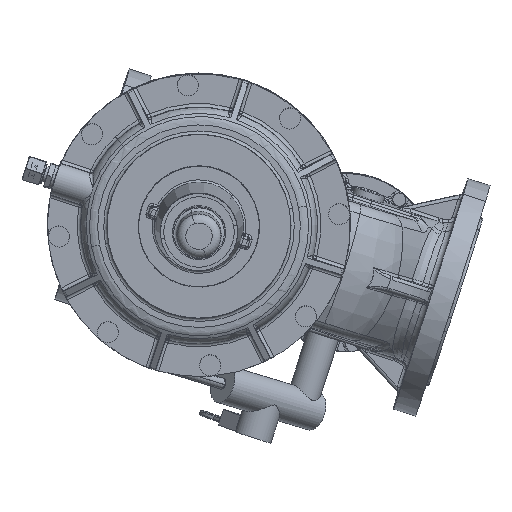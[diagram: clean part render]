
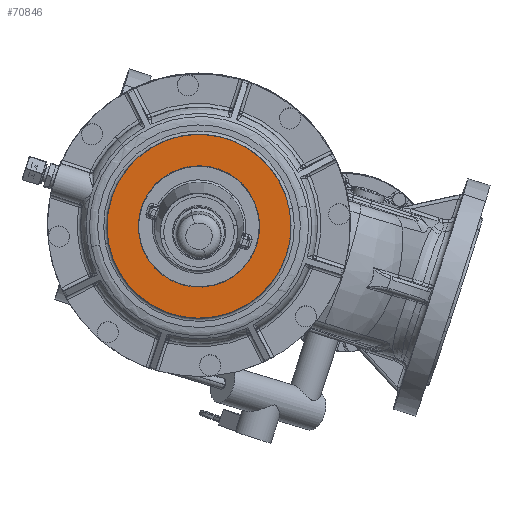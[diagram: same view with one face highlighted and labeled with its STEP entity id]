
A CAD part, top view. The second image highlights one B-rep face of the part: STEP entity #70846.
In plain terms, the highlighted face is planar.
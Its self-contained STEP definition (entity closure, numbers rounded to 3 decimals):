
#70782=DIRECTION('Axis2P3D Direction',(0.,0.,-1.)) ;
#70783=DIRECTION('Axis2P3D XDirection',(1.,0.,0.)) ;
#70787=DIRECTION('Axis2P3D Direction',(0.,0.,-1.)) ;
#70796=DIRECTION('Axis2P3D Direction',(0.,0.,-1.)) ;
#70803=DIRECTION('Axis2P3D Direction',(0.,0.,-1.)) ;
#70810=DIRECTION('Axis2P3D Direction',(0.,0.,-1.)) ;
#70821=DIRECTION('Axis2P3D Direction',(0.,0.,-1.)) ;
#70830=DIRECTION('Axis2P3D Direction',(0.,0.,-1.)) ;
#70837=DIRECTION('Axis2P3D Direction',(0.,0.,-1.)) ;
#70781=CARTESIAN_POINT('Axis2P3D Location',(83.5,0.,236.)) ;
#70786=CARTESIAN_POINT('Axis2P3D Location',(0.,0.,236.)) ;
#70790=CARTESIAN_POINT('Vertex',(-73.278,-40.032,236.)) ;
#70792=CARTESIAN_POINT('Vertex',(-73.278,40.032,236.)) ;
#70795=CARTESIAN_POINT('Axis2P3D Location',(0.,0.,236.)) ;
#70799=CARTESIAN_POINT('Vertex',(73.278,-40.032,236.)) ;
#70802=CARTESIAN_POINT('Axis2P3D Location',(0.,0.,236.)) ;
#70806=CARTESIAN_POINT('Vertex',(73.278,40.032,236.)) ;
#70809=CARTESIAN_POINT('Axis2P3D Location',(0.,0.,236.)) ;
#70820=CARTESIAN_POINT('Axis2P3D Location',(0.,0.,236.)) ;
#70824=CARTESIAN_POINT('Vertex',(-26.129,-47.828,236.)) ;
#70826=CARTESIAN_POINT('Vertex',(20.212,50.613,236.)) ;
#70829=CARTESIAN_POINT('Axis2P3D Location',(0.,0.,236.)) ;
#70833=CARTESIAN_POINT('Vertex',(26.129,47.828,236.)) ;
#70836=CARTESIAN_POINT('Axis2P3D Location',(0.,0.,236.)) ;
#70784=AXIS2_PLACEMENT_3D('Plane Axis2P3D',#70781,#70782,#70783) ;
#70788=AXIS2_PLACEMENT_3D('Circle Axis2P3D',#70786,#70787,$) ;
#70797=AXIS2_PLACEMENT_3D('Circle Axis2P3D',#70795,#70796,$) ;
#70804=AXIS2_PLACEMENT_3D('Circle Axis2P3D',#70802,#70803,$) ;
#70811=AXIS2_PLACEMENT_3D('Circle Axis2P3D',#70809,#70810,$) ;
#70822=AXIS2_PLACEMENT_3D('Circle Axis2P3D',#70820,#70821,$) ;
#70831=AXIS2_PLACEMENT_3D('Circle Axis2P3D',#70829,#70830,$) ;
#70838=AXIS2_PLACEMENT_3D('Circle Axis2P3D',#70836,#70837,$) ;
#70845=FACE_BOUND('',#70841,.T.) ;
#70794=EDGE_CURVE('',#70791,#70793,#70789,.T.) ;
#70801=EDGE_CURVE('',#70800,#70791,#70798,.T.) ;
#70808=EDGE_CURVE('',#70807,#70800,#70805,.T.) ;
#70813=EDGE_CURVE('',#70793,#70807,#70812,.T.) ;
#70828=EDGE_CURVE('',#70825,#70827,#70823,.T.) ;
#70835=EDGE_CURVE('',#70827,#70834,#70832,.T.) ;
#70840=EDGE_CURVE('',#70834,#70825,#70839,.T.) ;
#70785=PLANE('Plane',#70784) ;
#70815=ORIENTED_EDGE('',*,*,#70794,.F.) ;
#70816=ORIENTED_EDGE('',*,*,#70801,.F.) ;
#70817=ORIENTED_EDGE('',*,*,#70808,.F.) ;
#70818=ORIENTED_EDGE('',*,*,#70813,.F.) ;
#70842=ORIENTED_EDGE('',*,*,#70828,.T.) ;
#70843=ORIENTED_EDGE('',*,*,#70835,.T.) ;
#70844=ORIENTED_EDGE('',*,*,#70840,.T.) ;
#70846=ADVANCED_FACE('Brep With Voids',(#70819,#70845),#70785,.F.) ;
#70789=CIRCLE('generated circle',#70788,83.5) ;
#70798=CIRCLE('generated circle',#70797,83.5) ;
#70805=CIRCLE('generated circle',#70804,83.5) ;
#70812=CIRCLE('generated circle',#70811,83.5) ;
#70823=CIRCLE('generated circle',#70822,54.5) ;
#70832=CIRCLE('generated circle',#70831,54.5) ;
#70839=CIRCLE('generated circle',#70838,54.5) ;
#70791=VERTEX_POINT('',#70790) ;
#70793=VERTEX_POINT('',#70792) ;
#70800=VERTEX_POINT('',#70799) ;
#70807=VERTEX_POINT('',#70806) ;
#70825=VERTEX_POINT('',#70824) ;
#70827=VERTEX_POINT('',#70826) ;
#70834=VERTEX_POINT('',#70833) ;
#70814=EDGE_LOOP('',(#70815,#70816,#70817,#70818)) ;
#70841=EDGE_LOOP('',(#70842,#70843,#70844)) ;
#70819=FACE_OUTER_BOUND('',#70814,.T.) ;
